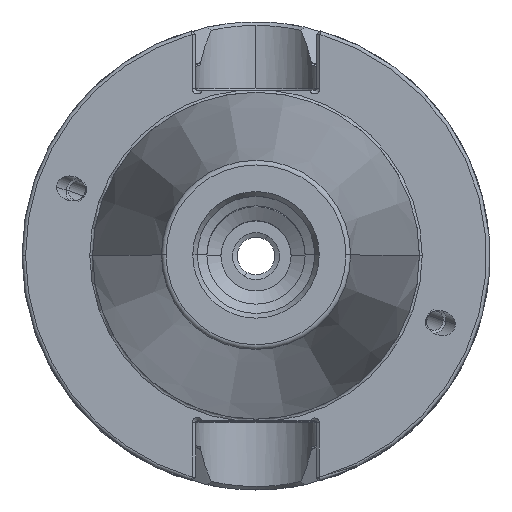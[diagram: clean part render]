
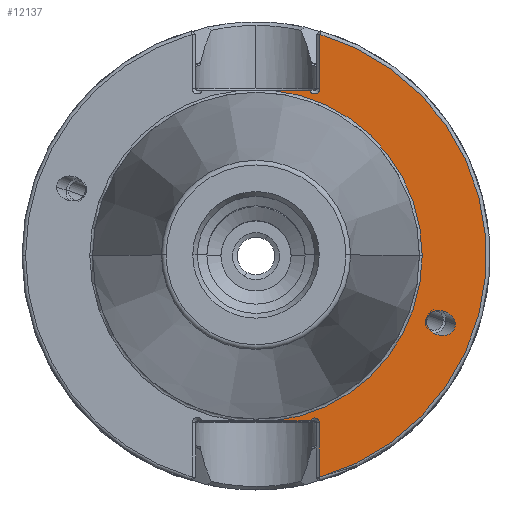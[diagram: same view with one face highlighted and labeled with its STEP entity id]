
A CAD part, top view. The second image highlights one B-rep face of the part: STEP entity #12137.
In plain terms, the highlighted planar face has unit normal (0, 0, 1).
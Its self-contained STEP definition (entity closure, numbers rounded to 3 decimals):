
#120 = DIRECTION ( 'NONE',  ( 0., -1., 0. ) ) ;
#174 = EDGE_CURVE ( 'NONE', #7251, #6773, #11530, .T. ) ;
#268 = DIRECTION ( 'NONE',  ( -1., 0., 0. ) ) ;
#299 = CARTESIAN_POINT ( 'NONE',  ( 3.763, 35.3, -3. ) ) ;
#615 = DIRECTION ( 'NONE',  ( 0., 0., -1. ) ) ;
#675 = DIRECTION ( 'NONE',  ( 0., -1., 0. ) ) ;
#1224 = CARTESIAN_POINT ( 'NONE',  ( 11.578, -35.3, -3. ) ) ;
#1408 = CARTESIAN_POINT ( 'NONE',  ( 36.355, -8.72, -3. ) ) ;
#1721 = VERTEX_POINT ( 'NONE', #19494 ) ;
#1769 = LINE ( 'NONE', #8656, #6009 ) ;
#1777 = CARTESIAN_POINT ( 'NONE',  ( 13.544, -35.675, -3. ) ) ;
#1899 = AXIS2_PLACEMENT_3D ( 'NONE', #15759, #6003, #17368 ) ;
#2155 = CARTESIAN_POINT ( 'NONE',  ( 0., 0., -3. ) ) ;
#3178 = ORIENTED_EDGE ( 'NONE', *, *, #6678, .F. ) ;
#3685 = VECTOR ( 'NONE', #120, 1000. ) ;
#3777 = DIRECTION ( 'NONE',  ( -1., 0., 0. ) ) ;
#4425 = CARTESIAN_POINT ( 'NONE',  ( 36.355, -19.326, -3. ) ) ;
#5004 = VERTEX_POINT ( 'NONE', #19691 ) ;
#5555 = VERTEX_POINT ( 'NONE', #10759 ) ;
#6003 = DIRECTION ( 'NONE',  ( 0., 0., -1. ) ) ;
#6009 = VECTOR ( 'NONE', #675, 1000. ) ;
#6189 = CARTESIAN_POINT ( 'NONE',  ( 42.579, -14.707, -3. ) ) ;
#6237 = VERTEX_POINT ( 'NONE', #1777 ) ;
#6256 = EDGE_CURVE ( 'NONE', #15123, #16568, #16505, .T. ) ;
#6678 = EDGE_CURVE ( 'NONE', #13416, #7851, #20267, .T. ) ;
#6713 = ORIENTED_EDGE ( 'NONE', *, *, #11081, .T. ) ;
#6773 = VERTEX_POINT ( 'NONE', #20604 ) ;
#7046 = CARTESIAN_POINT ( 'NONE',  ( 0., 0., -3. ) ) ;
#7251 = VERTEX_POINT ( 'NONE', #1224 ) ;
#7559 = PLANE ( 'NONE',  #1899 ) ;
#7608 = AXIS2_PLACEMENT_3D ( 'NONE', #2155, #13483, #3777 ) ;
#7635 = DIRECTION ( 'NONE',  ( -1., 0., 0. ) ) ;
#7685 = ORIENTED_EDGE ( 'NONE', *, *, #18909, .T. ) ;
#7791 = DIRECTION ( 'NONE',  ( 1., 0., 0. ) ) ;
#7808 = AXIS2_PLACEMENT_3D ( 'NONE', #19605, #9877, #268 ) ;
#7851 = VERTEX_POINT ( 'NONE', #16993 ) ;
#8104 = FACE_BOUND ( 'NONE', #17623, .T. ) ;
#8221 = CARTESIAN_POINT ( 'NONE',  ( 12.525, -35.675, -3. ) ) ;
#8656 = CARTESIAN_POINT ( 'NONE',  ( 13.65, 35.675, -3. ) ) ;
#8668 = DIRECTION ( 'NONE',  ( -1., 0., 0. ) ) ;
#8965 = ORIENTED_EDGE ( 'NONE', *, *, #20746, .T. ) ;
#9081 =( BOUNDED_CURVE ( )  B_SPLINE_CURVE ( 3, ( #11049, #1408, #15950, #6189 ),
 .UNSPECIFIED., .F., .F. ) 
 B_SPLINE_CURVE_WITH_KNOTS ( ( 4, 4 ),
 ( 2.852, 5.993 ),
 .UNSPECIFIED. ) 
 CURVE ( )  GEOMETRIC_REPRESENTATION_ITEM ( )  RATIONAL_B_SPLINE_CURVE ( ( 1., 0.333, 0.333, 1. ) ) 
 REPRESENTATION_ITEM ( '' )  );
#9613 = AXIS2_PLACEMENT_3D ( 'NONE', #7046, #18401, #8668 ) ;
#9620 = CIRCLE ( 'NONE', #9613, 35.5 ) ;
#9860 = DIRECTION ( 'NONE',  ( -1., 0., 0. ) ) ;
#9877 = DIRECTION ( 'NONE',  ( 0., 0., 1. ) ) ;
#9919 = VERTEX_POINT ( 'NONE', #18787 ) ;
#10006 = ORIENTED_EDGE ( 'NONE', *, *, #16265, .T. ) ;
#10091 = ORIENTED_EDGE ( 'NONE', *, *, #19112, .T. ) ;
#10237 = CARTESIAN_POINT ( 'NONE',  ( 12.525, 35.675, -3. ) ) ;
#10759 = CARTESIAN_POINT ( 'NONE',  ( 35.5, 0., -3. ) ) ;
#11049 = CARTESIAN_POINT ( 'NONE',  ( 36.355, -14.023, -3. ) ) ;
#11081 = EDGE_CURVE ( 'NONE', #1721, #5004, #9081, .T. ) ;
#11209 = EDGE_LOOP ( 'NONE', ( #16396, #17193, #10091, #14738, #18954, #17303, #3178, #8965, #10006 ) ) ;
#11373 = CARTESIAN_POINT ( 'NONE',  ( 13.544, 49.987, -3. ) ) ;
#11530 = LINE ( 'NONE', #12566, #19631 ) ;
#11893 = DIRECTION ( 'NONE',  ( -1., 0., 0. ) ) ;
#12137 = ADVANCED_FACE ( 'NONE', ( #8104, #20549 ), #7559, .F. ) ;
#12515 = CARTESIAN_POINT ( 'NONE',  ( 42.579, -14.707, -3. ) ) ;
#12566 = CARTESIAN_POINT ( 'NONE',  ( 0., -35.3, -3. ) ) ;
#12960 = CIRCLE ( 'NONE', #19848, 1.125 ) ;
#13088 = EDGE_CURVE ( 'NONE', #16568, #9919, #1769, .T. ) ;
#13416 = VERTEX_POINT ( 'NONE', #299 ) ;
#13483 = DIRECTION ( 'NONE',  ( 0., 0., -1. ) ) ;
#14138 = CARTESIAN_POINT ( 'NONE',  ( 42.579, -20.01, -3. ) ) ;
#14282 = CARTESIAN_POINT ( 'NONE',  ( 0., 35.3, -3. ) ) ;
#14504 = EDGE_CURVE ( 'NONE', #7251, #6237, #16349, .T. ) ;
#14738 = ORIENTED_EDGE ( 'NONE', *, *, #6256, .T. ) ;
#15123 = VERTEX_POINT ( 'NONE', #20337 ) ;
#15561 = AXIS2_PLACEMENT_3D ( 'NONE', #8221, #19590, #9860 ) ;
#15759 = CARTESIAN_POINT ( 'NONE',  ( 0., 49.987, -3. ) ) ;
#15776 = CARTESIAN_POINT ( 'NONE',  ( 36.355, -14.023, -3. ) ) ;
#15950 = CARTESIAN_POINT ( 'NONE',  ( 42.579, -9.404, -3. ) ) ;
#15974 = VECTOR ( 'NONE', #7791, 1000. ) ;
#16265 = EDGE_CURVE ( 'NONE', #5555, #6773, #9620, .T. ) ;
#16349 = CIRCLE ( 'NONE', #15561, 1.019 ) ;
#16396 = ORIENTED_EDGE ( 'NONE', *, *, #174, .F. ) ;
#16505 = CIRCLE ( 'NONE', #7808, 49.237 ) ;
#16568 = VERTEX_POINT ( 'NONE', #20915 ) ;
#16715 =( BOUNDED_CURVE ( )  B_SPLINE_CURVE ( 3, ( #12515, #14138, #4425, #15776 ),
 .UNSPECIFIED., .F., .F. ) 
 B_SPLINE_CURVE_WITH_KNOTS ( ( 4, 4 ),
 ( 5.993, 9.135 ),
 .UNSPECIFIED. ) 
 CURVE ( )  GEOMETRIC_REPRESENTATION_ITEM ( )  RATIONAL_B_SPLINE_CURVE ( ( 1., 0.333, 0.333, 1. ) ) 
 REPRESENTATION_ITEM ( '' )  );
#16993 = CARTESIAN_POINT ( 'NONE',  ( 11.464, 35.3, -3. ) ) ;
#17193 = ORIENTED_EDGE ( 'NONE', *, *, #14504, .T. ) ;
#17303 = ORIENTED_EDGE ( 'NONE', *, *, #19879, .T. ) ;
#17368 = DIRECTION ( 'NONE',  ( -1., 0., 0. ) ) ;
#17623 = EDGE_LOOP ( 'NONE', ( #7685, #6713 ) ) ;
#18401 = DIRECTION ( 'NONE',  ( 0., 0., -1. ) ) ;
#18667 = CIRCLE ( 'NONE', #7608, 35.5 ) ;
#18787 = CARTESIAN_POINT ( 'NONE',  ( 13.65, 35.675, -3. ) ) ;
#18909 = EDGE_CURVE ( 'NONE', #5004, #1721, #16715, .T. ) ;
#18954 = ORIENTED_EDGE ( 'NONE', *, *, #13088, .T. ) ;
#19112 = EDGE_CURVE ( 'NONE', #6237, #15123, #20411, .T. ) ;
#19494 = CARTESIAN_POINT ( 'NONE',  ( 36.355, -14.023, -3. ) ) ;
#19590 = DIRECTION ( 'NONE',  ( 0., 0., -1. ) ) ;
#19605 = CARTESIAN_POINT ( 'NONE',  ( 0., 0., -3. ) ) ;
#19631 = VECTOR ( 'NONE', #7635, 1000. ) ;
#19691 = CARTESIAN_POINT ( 'NONE',  ( 42.579, -14.707, -3. ) ) ;
#19848 = AXIS2_PLACEMENT_3D ( 'NONE', #10237, #615, #11893 ) ;
#19879 = EDGE_CURVE ( 'NONE', #9919, #7851, #12960, .T. ) ;
#20267 = LINE ( 'NONE', #14282, #15974 ) ;
#20337 = CARTESIAN_POINT ( 'NONE',  ( 13.544, -47.338, -3. ) ) ;
#20411 = LINE ( 'NONE', #11373, #3685 ) ;
#20549 = FACE_OUTER_BOUND ( 'NONE', #11209, .T. ) ;
#20604 = CARTESIAN_POINT ( 'NONE',  ( 3.763, -35.3, -3. ) ) ;
#20746 = EDGE_CURVE ( 'NONE', #13416, #5555, #18667, .T. ) ;
#20915 = CARTESIAN_POINT ( 'NONE',  ( 13.65, 47.308, -3. ) ) ;
